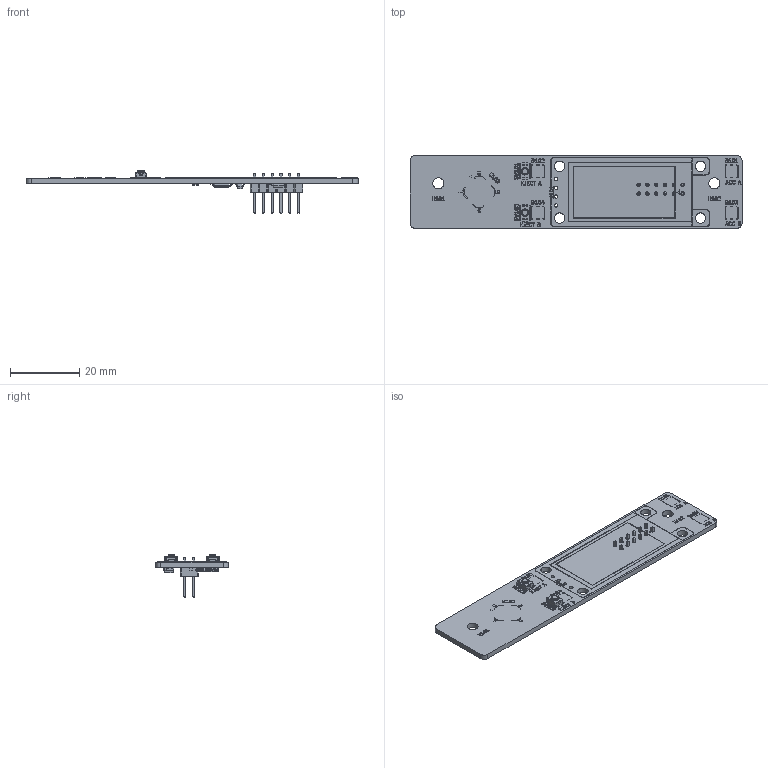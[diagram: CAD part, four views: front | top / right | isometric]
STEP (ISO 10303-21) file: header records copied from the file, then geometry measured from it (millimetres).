
FILE_DESCRIPTION(('KiCad electronic assembly'),'2;1');
FILE_NAME('MinyasX-frontpanel.step','2025-09-07T22:21:10',('Pcbnew'),( 'Kicad'),'Open CASCADE STEP processor 7.8','KiCad to STEP converter' ,'Unknown');
FILE_SCHEMA(('AUTOMOTIVE_DESIGN { 1 0 10303 214 1 1 1 1 }'));
Length unit declared in the file: millimetre
Products named in the file (10): MinyasX-frontpanel 1; SW_Push_SPST_NO_Alps_SKRK; C_0603_1608Metric; SOT-23-5; TSSOP-20_4.4x6.5mm_P0.65mm; R_0603_1608Metric; PinHeader_2x06_P2.54mm_Vertical; TSSOP-8_3x3mm_P0.65mm; MinyasX-frontpanel_silkscreen; MinyasX-frontpanel_PCB
Assembly tree (14 placements, depth 2):
  MinyasX-frontpanel 1
    SW_Push_SPST_NO_Alps_SKRK  x2
    C_0603_1608Metric  x4
    SOT-23-5
    TSSOP-20_4.4x6.5mm_P0.65mm
    R_0603_1608Metric  x2
    PinHeader_2x06_P2.54mm_Vertical
    TSSOP-8_3x3mm_P0.65mm
    MinyasX-frontpanel_silkscreen
    MinyasX-frontpanel_PCB
Bounding box: 96 x 21 x 12.22 mm (x, y, z)
Volume: 3278.3 mm3; surface area: 5381.3 mm2
Topology: 13 solids, 164 shells, 1433 faces, 6763 edges, 5518 vertices
Faces by surface type: plane 1133, cylinder 250, bspline 48, torus 2
Full cylindrical faces by diameter (mm): 1 x16, 1.8 x2, 2.2 x2, 3 x4, 3.2 x2
Entity records: 71110 total; most frequent: CARTESIAN_POINT 12638, DIRECTION 9644, ORIENTED_EDGE 8851, EDGE_CURVE 6111, VERTEX_POINT 5101, LINE 4758, VECTOR 4758, AXIS2_PLACEMENT_3D 2443
